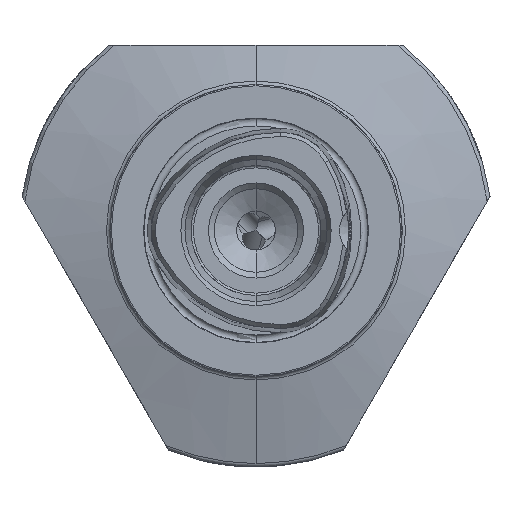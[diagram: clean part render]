
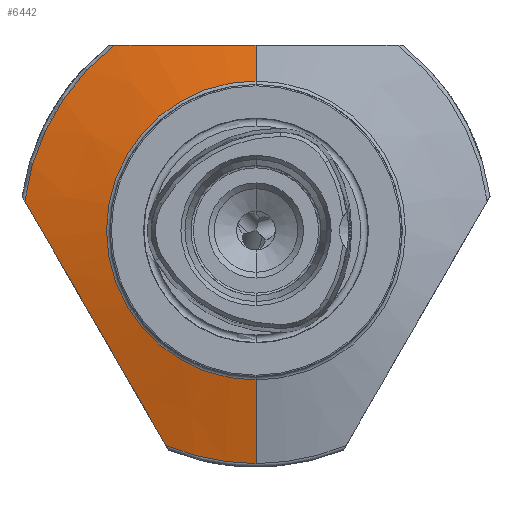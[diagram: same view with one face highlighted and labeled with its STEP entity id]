
A CAD part, left-side view. The second image highlights one B-rep face of the part: STEP entity #6442.
In plain terms, the highlighted conical face has half-angle 75 degrees and reference radius 50.259 mm.
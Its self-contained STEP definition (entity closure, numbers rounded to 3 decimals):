
#279 = CARTESIAN_POINT ( 'NONE',  ( 27.026, 0., 50.259 ) ) ;
#304 = CARTESIAN_POINT ( 'NONE',  ( 24.278, 0., 40. ) ) ;
#467 = CARTESIAN_POINT ( 'NONE',  ( 24.278, 2.533, 40. ) ) ;
#512 = CARTESIAN_POINT ( 'NONE',  ( 24.785, 12.681, 40. ) ) ;
#537 = CARTESIAN_POINT ( 'NONE',  ( 24.597, 10.143, 40. ) ) ;
#645 = CARTESIAN_POINT ( 'NONE',  ( 25.283, 17.762, 40. ) ) ;
#826 = CARTESIAN_POINT ( 'NONE',  ( 25.575, 20.304, 40. ) ) ;
#1170 = CARTESIAN_POINT ( 'NONE',  ( 26.239, 25.382, 40. ) ) ;
#1195 = CARTESIAN_POINT ( 'NONE',  ( 26.618, 27.909, 40. ) ) ;
#1324 = ORIENTED_EDGE ( 'NONE', *, *, #2739, .T. ) ;
#1891 = ORIENTED_EDGE ( 'NONE', *, *, #2751, .F. ) ;
#1946 = CIRCLE ( 'NONE', #4008, 50.259 ) ;
#2136 = CARTESIAN_POINT ( 'NONE',  ( 25.148, 16.492, 40. ) ) ;
#2154 = FACE_OUTER_BOUND ( 'NONE', #5826, .T. ) ;
#2178 = CARTESIAN_POINT ( 'NONE',  ( 24.278, 0., 40. ) ) ;
#2667 = EDGE_CURVE ( 'NONE', #2903, #3895, #6531, .T. ) ;
#2739 = EDGE_CURVE ( 'NONE', #3895, #4323, #3946, .T. ) ;
#2751 = EDGE_CURVE ( 'NONE', #3346, #4323, #3144, .T. ) ;
#2799 = EDGE_CURVE ( 'NONE', #3346, #5330, #1946, .T. ) ;
#2858 = VERTEX_POINT ( 'NONE', #8923 ) ;
#2896 = EDGE_CURVE ( 'NONE', #2858, #5330, #9857, .T. ) ;
#2903 = VERTEX_POINT ( 'NONE', #8471 ) ;
#2940 = EDGE_CURVE ( 'NONE', #2858, #8911, #4797, .T. ) ;
#3039 = CARTESIAN_POINT ( 'NONE',  ( 27.026, 30.429, 40. ) ) ;
#3073 = EDGE_CURVE ( 'NONE', #2903, #8911, #8179, .T. ) ;
#3144 = B_SPLINE_CURVE_WITH_KNOTS ( 'NONE', 3,
 ( #3039, #1195, #1170, #6139, #826, #645, #2136, #512, #537, #7408, #467, #304 ),
 .UNSPECIFIED., .F., .F.,
 ( 4, 2, 2, 2, 2, 4 ),
 ( 0.173, 0.181, 0.185, 0.188, 0.196, 0.204 ),
 .UNSPECIFIED. ) ;
#3345 = CARTESIAN_POINT ( 'NONE',  ( 27.026, 30.429, 40. ) ) ;
#3346 = VERTEX_POINT ( 'NONE', #3345 ) ;
#3514 = AXIS2_PLACEMENT_3D ( 'NONE', #8154, #8141, #8133 ) ;
#3895 = VERTEX_POINT ( 'NONE', #8818 ) ;
#3926 = CONICAL_SURFACE ( 'NONE', #6650, 50.259, 1.309 ) ;
#3928 = ORIENTED_EDGE ( 'NONE', *, *, #2940, .T. ) ;
#3946 = LINE ( 'NONE', #279, #9913 ) ;
#4008 = AXIS2_PLACEMENT_3D ( 'NONE', #9702, #9688, #9665 ) ;
#4202 = ORIENTED_EDGE ( 'NONE', *, *, #2667, .T. ) ;
#4323 = VERTEX_POINT ( 'NONE', #2178 ) ;
#4350 = DIRECTION ( 'NONE',  ( 0.259, 0., 0.966 ) ) ;
#4423 = ORIENTED_EDGE ( 'NONE', *, *, #3073, .F. ) ;
#4639 = DIRECTION ( 'NONE',  ( 0., 0., -1. ) ) ;
#4776 = ORIENTED_EDGE ( 'NONE', *, *, #2799, .T. ) ;
#4797 = CIRCLE ( 'NONE', #3514, 50.259 ) ;
#5061 = CARTESIAN_POINT ( 'NONE',  ( 27.026, 49.856, 6.353 ) ) ;
#5330 = VERTEX_POINT ( 'NONE', #5061 ) ;
#5394 = DIRECTION ( 'NONE',  ( 1., 0., 0. ) ) ;
#5509 = CARTESIAN_POINT ( 'NONE',  ( 22.199, 0., 0. ) ) ;
#5654 = ORIENTED_EDGE ( 'NONE', *, *, #2896, .F. ) ;
#5702 = DIRECTION ( 'NONE',  ( 1., 0., 0. ) ) ;
#5826 = EDGE_LOOP ( 'NONE', ( #4202, #1324, #1891, #4776, #5654, #3928, #4423 ) ) ;
#6139 = CARTESIAN_POINT ( 'NONE',  ( 25.734, 21.576, 40. ) ) ;
#6295 = AXIS2_PLACEMENT_3D ( 'NONE', #5509, #5394, #9712 ) ;
#6442 = ADVANCED_FACE ( 'NONE', ( #2154 ), #3926, .T. ) ;
#6531 = CIRCLE ( 'NONE', #6295, 32.241 ) ;
#6650 = AXIS2_PLACEMENT_3D ( 'NONE', #9691, #5702, #4639 ) ;
#7196 = DIRECTION ( 'NONE',  ( 0.259, 0., -0.966 ) ) ;
#7260 = CARTESIAN_POINT ( 'NONE',  ( 27.026, 0., -50.259 ) ) ;
#7408 = CARTESIAN_POINT ( 'NONE',  ( 24.343, 5.069, 40. ) ) ;
#7671 = CARTESIAN_POINT ( 'NONE',  ( 27.026, 0., -50.259 ) ) ;
#7935 = VECTOR ( 'NONE', #7196, 1000. ) ;
#8133 = DIRECTION ( 'NONE',  ( 0., 0., 1. ) ) ;
#8141 = DIRECTION ( 'NONE',  ( -1., 0., 0. ) ) ;
#8154 = CARTESIAN_POINT ( 'NONE',  ( 27.026, 0., 0. ) ) ;
#8179 = LINE ( 'NONE', #7260, #7935 ) ;
#8471 = CARTESIAN_POINT ( 'NONE',  ( 22.199, 0., -32.241 ) ) ;
#8527 = CARTESIAN_POINT ( 'NONE',  ( 27.026, 49.856, 6.353 ) ) ;
#8558 = CARTESIAN_POINT ( 'NONE',  ( 26.616, 48.59, 4.16 ) ) ;
#8566 = CARTESIAN_POINT ( 'NONE',  ( 26.236, 47.321, 1.963 ) ) ;
#8586 = CARTESIAN_POINT ( 'NONE',  ( 25.561, 44.779, -2.441 ) ) ;
#8594 = CARTESIAN_POINT ( 'NONE',  ( 25.266, 43.505, -4.647 ) ) ;
#8660 = CARTESIAN_POINT ( 'NONE',  ( 24.782, 40.962, -9.052 ) ) ;
#8671 = CARTESIAN_POINT ( 'NONE',  ( 24.594, 39.691, -11.253 ) ) ;
#8693 = CARTESIAN_POINT ( 'NONE',  ( 24.341, 37.151, -15.653 ) ) ;
#8703 = CARTESIAN_POINT ( 'NONE',  ( 24.277, 35.881, -17.852 ) ) ;
#8724 = CARTESIAN_POINT ( 'NONE',  ( 24.279, 33.344, -22.246 ) ) ;
#8749 = CARTESIAN_POINT ( 'NONE',  ( 24.345, 32.077, -24.442 ) ) ;
#8762 = CARTESIAN_POINT ( 'NONE',  ( 24.6, 29.543, -28.83 ) ) ;
#8773 = CARTESIAN_POINT ( 'NONE',  ( 24.789, 28.277, -31.023 ) ) ;
#8814 = CARTESIAN_POINT ( 'NONE',  ( 25.514, 24.481, -37.598 ) ) ;
#8818 = CARTESIAN_POINT ( 'NONE',  ( 22.199, 0., 32.241 ) ) ;
#8857 = CARTESIAN_POINT ( 'NONE',  ( 27.026, 19.426, -46.353 ) ) ;
#8902 = CARTESIAN_POINT ( 'NONE',  ( 26.207, 21.953, -41.977 ) ) ;
#8911 = VERTEX_POINT ( 'NONE', #7671 ) ;
#8923 = CARTESIAN_POINT ( 'NONE',  ( 27.026, 19.426, -46.353 ) ) ;
#9665 = DIRECTION ( 'NONE',  ( 0., 0., 1. ) ) ;
#9688 = DIRECTION ( 'NONE',  ( -1., 0., 0. ) ) ;
#9691 = CARTESIAN_POINT ( 'NONE',  ( 27.026, 0., 0. ) ) ;
#9702 = CARTESIAN_POINT ( 'NONE',  ( 27.026, 0., 0. ) ) ;
#9712 = DIRECTION ( 'NONE',  ( 0., 0., -1. ) ) ;
#9857 = B_SPLINE_CURVE_WITH_KNOTS ( 'NONE', 3,
 ( #8857, #8902, #8814, #8773, #8762, #8749, #8724, #8703, #8693, #8671, #8660, #8594, #8586, #8566, #8558, #8527 ),
 .UNSPECIFIED., .F., .F.,
 ( 4, 2, 2, 2, 2, 2, 2, 4 ),
 ( 0., 0.015, 0.023, 0.03, 0.038, 0.046, 0.053, 0.061 ),
 .UNSPECIFIED. ) ;
#9913 = VECTOR ( 'NONE', #4350, 1000. ) ;
